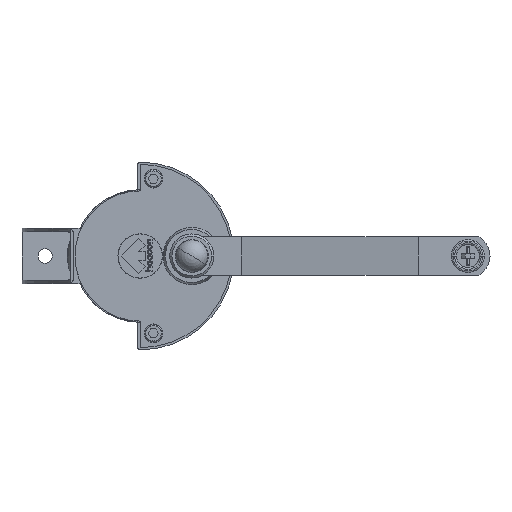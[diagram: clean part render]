
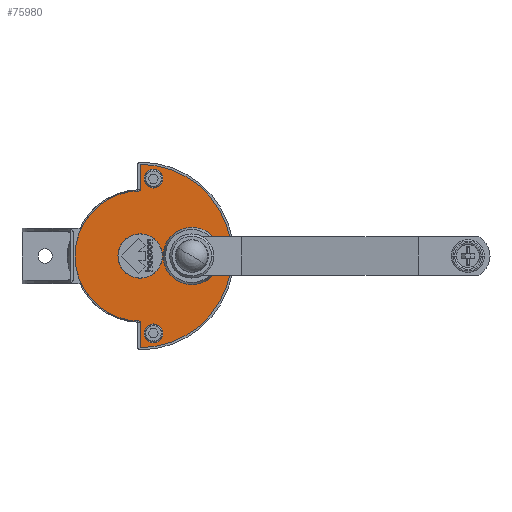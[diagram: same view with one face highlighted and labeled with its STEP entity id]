
A CAD part, front view. The second image highlights one B-rep face of the part: STEP entity #75980.
In plain terms, the highlighted planar face has unit normal (0, -1, 0).
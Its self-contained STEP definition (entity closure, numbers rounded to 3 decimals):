
#74090=CARTESIAN_POINT('',(53.7,-168.577,0.))
;
#74100=VERTEX_POINT('',#74090);
#74130=CARTESIAN_POINT('',(-5.3,-168.577,
0.));
#74140=DIRECTION('',(0.,1.,0.));
#74150=DIRECTION('',(-1.,-0.,0.));
#74160=AXIS2_PLACEMENT_3D('',#74130,#74140,#74150);
#74170=CIRCLE('',#74160,59.);
#74180=CARTESIAN_POINT('',(-64.3,-168.577,0.)
);
#74190=VERTEX_POINT('',#74180);
#74200=EDGE_CURVE('',#74190,#74100,#74170,.T.);
#74500=CARTESIAN_POINT('',(-88.3,-168.577,0.)
);
#74510=VERTEX_POINT('',#74500);
#74540=CARTESIAN_POINT('',(-5.3,-168.577,
0.));
#74550=DIRECTION('',(0.,1.,0.));
#74560=DIRECTION('',(-1.,-0.,0.));
#74570=AXIS2_PLACEMENT_3D('',#74540,#74550,#74560);
#74580=CIRCLE('',#74570,83.);
#74590=CARTESIAN_POINT('',(77.7,-168.577,0.))
;
#74600=VERTEX_POINT('',#74590);
#74610=EDGE_CURVE('',#74600,#74510,#74580,.T.);
#74840=CARTESIAN_POINT('',(53.7,-168.577,0.))
;
#74850=DIRECTION('',(1.,0.,0.));
#74860=VECTOR('',#74850,1.);
#74870=LINE('',#74840,#74860);
#74880=EDGE_CURVE('',#74100,#74600,#74870,.T.);
#75090=CARTESIAN_POINT('',(-64.3,-168.577,0.)
);
#75100=DIRECTION('',(-1.,-0.,0.));
#75110=VECTOR('',#75100,1.);
#75120=LINE('',#75090,#75110);
#75130=EDGE_CURVE('',#74190,#74510,#75120,.T.);
#75270=CARTESIAN_POINT('',(-5.3,-168.577,
-46.75));
#75280=DIRECTION('',(0.,1.,-0.));
#75290=DIRECTION('',(-1.,-0.,0.));
#75300=AXIS2_PLACEMENT_3D('',#75270,#75280,#75290);
#75310=PLANE('',#75300);
#75320=CARTESIAN_POINT('',(-75.3,-168.577,-12.));
#75330=DIRECTION('',(0.,1.,0.));
#75340=DIRECTION('',(-1.,-0.,0.));
#75350=AXIS2_PLACEMENT_3D('',#75320,#75330,#75340);
#75360=CIRCLE('',#75350,8.5);
#75370=CARTESIAN_POINT('',(-83.8,-168.577,-12.));
#75380=VERTEX_POINT('',#75370);
#75390=CARTESIAN_POINT('',(-66.8,-168.577,-12.));
#75400=VERTEX_POINT('',#75390);
#75410=EDGE_CURVE('',#75380,#75400,#75360,.T.);
#75420=ORIENTED_EDGE('',*,*,#75410,.T.);
#75430=EDGE_CURVE('',#75400,#75380,#75360,.T.);
#75440=ORIENTED_EDGE('',*,*,#75430,.T.);
#75450=EDGE_LOOP('',(#75440,#75420));
#75460=FACE_BOUND('',#75450,.T.);
#75470=CARTESIAN_POINT('',(-5.3,-168.577,
-46.75));
#75480=DIRECTION('',(0.,-1.,0.));
#75490=DIRECTION('',(0.,0.,-1.));
#75500=AXIS2_PLACEMENT_3D('',#75470,#75480,#75490);
#75510=CIRCLE('',#75500,26.);
#75520=CARTESIAN_POINT('',(-5.3,-168.577,
-72.75));
#75530=VERTEX_POINT('',#75520);
#75540=CARTESIAN_POINT('',(-5.3,-168.577,
-20.75));
#75550=VERTEX_POINT('',#75540);
#75560=EDGE_CURVE('',#75530,#75550,#75510,.T.);
#75570=ORIENTED_EDGE('',*,*,#75560,.F.);
#75580=EDGE_CURVE('',#75550,#75530,#75510,.T.);
#75590=ORIENTED_EDGE('',*,*,#75580,.F.);
#75600=EDGE_LOOP('',(#75590,#75570));
#75610=FACE_BOUND('',#75600,.T.);
#75620=CARTESIAN_POINT('',(-5.3,-168.577,
0.));
#75630=DIRECTION('',(0.,-1.,0.));
#75640=DIRECTION('',(0.,0.,1.));
#75650=AXIS2_PLACEMENT_3D('',#75620,#75630,#75640);
#75660=CIRCLE('',#75650,20.1);
#75670=CARTESIAN_POINT('',(-5.3,-168.577,
-20.1));
#75680=VERTEX_POINT('',#75670);
#75690=CARTESIAN_POINT('',(-5.3,-168.577,
20.1));
#75700=VERTEX_POINT('',#75690);
#75710=EDGE_CURVE('',#75680,#75700,#75660,.T.);
#75720=ORIENTED_EDGE('',*,*,#75710,.F.);
#75730=EDGE_CURVE('',#75700,#75680,#75660,.T.);
#75740=ORIENTED_EDGE('',*,*,#75730,.F.);
#75750=EDGE_LOOP('',(#75740,#75720));
#75760=FACE_BOUND('',#75750,.T.);
#75770=CARTESIAN_POINT('',(64.7,-168.577,-12.));
#75780=DIRECTION('',(0.,-1.,0.));
#75790=DIRECTION('',(1.,0.,0.));
#75800=AXIS2_PLACEMENT_3D('',#75770,#75780,#75790);
#75810=CIRCLE('',#75800,8.5);
#75820=CARTESIAN_POINT('',(73.2,-168.577,-12.));
#75830=VERTEX_POINT('',#75820);
#75840=CARTESIAN_POINT('',(56.2,-168.577,-12.));
#75850=VERTEX_POINT('',#75840);
#75860=EDGE_CURVE('',#75830,#75850,#75810,.T.);
#75870=ORIENTED_EDGE('',*,*,#75860,.F.);
#75880=EDGE_CURVE('',#75850,#75830,#75810,.T.);
#75890=ORIENTED_EDGE('',*,*,#75880,.F.);
#75900=EDGE_LOOP('',(#75890,#75870));
#75910=FACE_BOUND('',#75900,.T.);
#75920=ORIENTED_EDGE('',*,*,#74880,.F.);
#75930=ORIENTED_EDGE('',*,*,#74610,.F.);
#75940=ORIENTED_EDGE('',*,*,#75130,.T.);
#75950=ORIENTED_EDGE('',*,*,#74200,.F.);
#75960=EDGE_LOOP('',(#75950,#75940,#75930,#75920));
#75970=FACE_OUTER_BOUND('',#75960,.T.);
#75980=ADVANCED_FACE('',(#75460,#75610,#75760,#75910,#75970),#75310,.F.)
;
